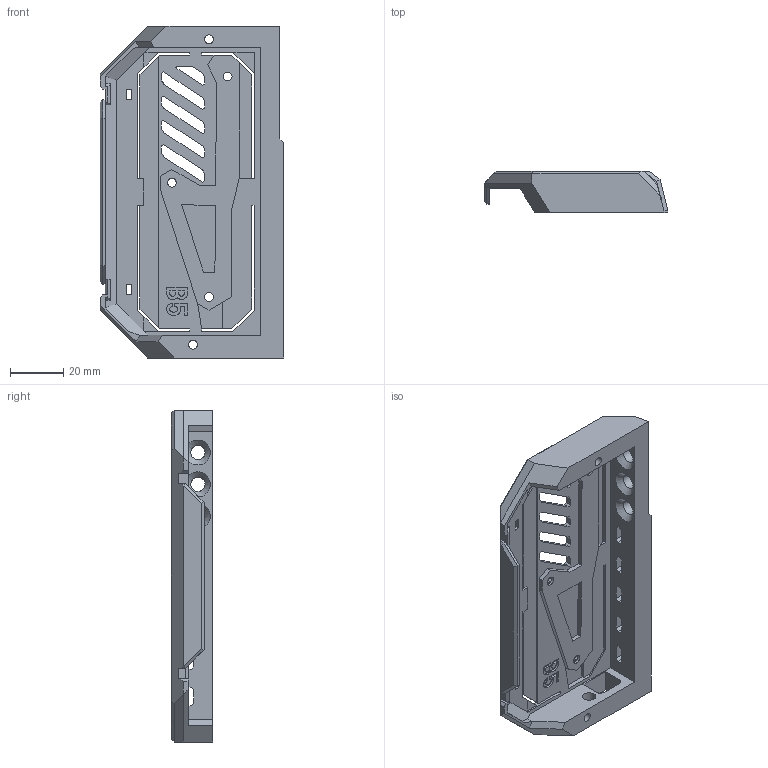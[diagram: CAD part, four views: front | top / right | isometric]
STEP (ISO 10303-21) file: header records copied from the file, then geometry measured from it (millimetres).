
FILE_DESCRIPTION(/* description */ (''),/* implementation_level */ '2;1');
FILE_NAME(/* name */ 'mmu2-ele-cover-strainrelief v7.step',/* time_stamp */ '2022-10-21T11:58:18+02:00',/* author */ (''),/* organization */ (''),/* preprocessor_version */ 'ST-DEVELOPER v19',/* originating_system */ 'Autodesk Translation Framework v11.7.0.108',/* authorisation */ '');
FILE_SCHEMA (('AUTOMOTIVE_DESIGN { 1 0 10303 214 3 1 1 }'));
Length unit declared in the file: millimetre
Products named in the file (1): mmu2-ele-cover-strainrelief
Bounding box: 69.17 x 15.5 x 125 mm (x, y, z)
Volume: 35666.2 mm3; surface area: 25591.2 mm2
Topology: 1 solids, 1 shells, 512 faces, 1439 edges, 936 vertices
Faces by surface type: plane 408, bspline 88, cylinder 13, cone 3
Full cylindrical faces by diameter (mm): 3.3 x5, 5 x1, 5.4 x3, 6.2 x2
Entity records: 16829 total; most frequent: CARTESIAN_POINT 4076, ORIENTED_EDGE 2878, DIRECTION 2165, EDGE_CURVE 1439, LINE 1207, VECTOR 1207, VERTEX_POINT 936, EDGE_LOOP 571
